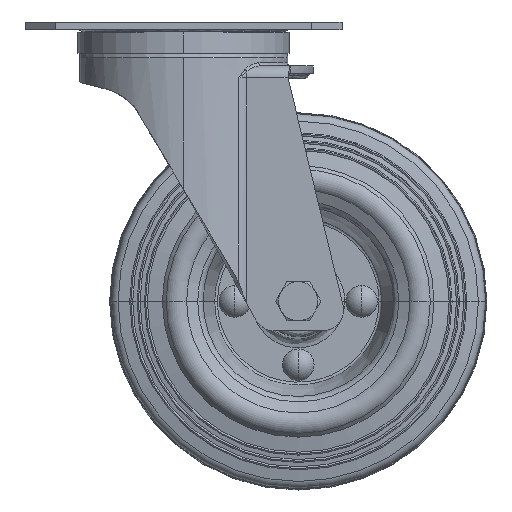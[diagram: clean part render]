
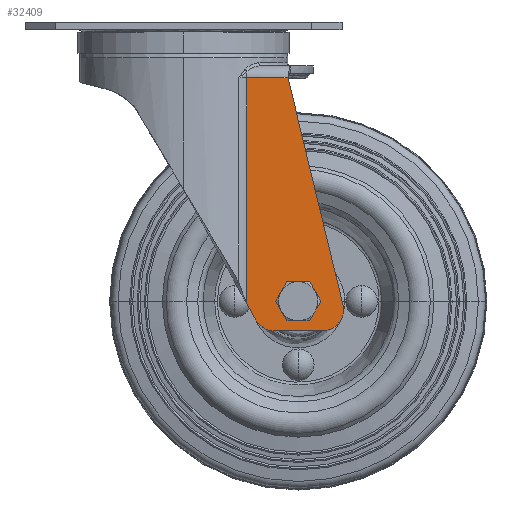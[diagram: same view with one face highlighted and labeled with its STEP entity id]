
A CAD part, top view. The second image highlights one B-rep face of the part: STEP entity #32409.
In plain terms, the highlighted planar face has unit normal (0, 0, 1).
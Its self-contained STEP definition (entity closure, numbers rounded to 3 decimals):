
#363 = DIRECTION ( 'NONE',  ( 0., -1., 0. ) ) ;
#648 = FACE_OUTER_BOUND ( 'NONE', #4179, .T. ) ;
#1537 = EDGE_CURVE ( 'NONE', #27356, #26698, #39110, .T. ) ;
#2499 = CARTESIAN_POINT ( 'NONE',  ( 34.612, -18.5, 28.5 ) ) ;
#2625 = VERTEX_POINT ( 'NONE', #26015 ) ;
#2661 = DIRECTION ( 'NONE',  ( 1., 0., 0. ) ) ;
#2687 = DIRECTION ( 'NONE',  ( 0.483, -0.876, 0. ) ) ;
#3251 = EDGE_CURVE ( 'NONE', #27356, #12243, #7090, .T. ) ;
#4179 = EDGE_LOOP ( 'NONE', ( #37633, #31530, #13164, #27672, #22621, #27566, #12759 ) ) ;
#4894 = CIRCLE ( 'NONE', #22101, 7. ) ;
#5017 = AXIS2_PLACEMENT_3D ( 'NONE', #24980, #6838, #27965 ) ;
#5106 = AXIS2_PLACEMENT_3D ( 'NONE', #38760, #20774, #2661 ) ;
#5158 = DIRECTION ( 'NONE',  ( 0., 0., -1. ) ) ;
#6065 = VECTOR ( 'NONE', #16112, 1000. ) ;
#6308 = VERTEX_POINT ( 'NONE', #9652 ) ;
#6838 = DIRECTION ( 'NONE',  ( 0., 0., -1. ) ) ;
#6874 = CARTESIAN_POINT ( 'NONE',  ( 33.9, -92.5, 28.5 ) ) ;
#7048 = LINE ( 'NONE', #19172, #6065 ) ;
#7090 = LINE ( 'NONE', #16578, #30231 ) ;
#7222 = CARTESIAN_POINT ( 'NONE',  ( 20.928, -11.474, 28.5 ) ) ;
#8302 = EDGE_CURVE ( 'NONE', #2625, #15828, #14826, .T. ) ;
#9652 = CARTESIAN_POINT ( 'NONE',  ( 46., -102.3, 28.5 ) ) ;
#10805 = DIRECTION ( 'NONE',  ( 0., 0., 1. ) ) ;
#12243 = VERTEX_POINT ( 'NONE', #2499 ) ;
#12759 = ORIENTED_EDGE ( 'NONE', *, *, #24757, .T. ) ;
#13164 = ORIENTED_EDGE ( 'NONE', *, *, #1537, .T. ) ;
#14826 = CIRCLE ( 'NONE', #36414, 4.1 ) ;
#15455 = CARTESIAN_POINT ( 'NONE',  ( 52.804, -93.653, 28.5 ) ) ;
#15568 = VECTOR ( 'NONE', #33480, 1000. ) ;
#15828 = VERTEX_POINT ( 'NONE', #6874 ) ;
#16068 = VECTOR ( 'NONE', #19141, 1000. ) ;
#16112 = DIRECTION ( 'NONE',  ( 1., 0., 0. ) ) ;
#16578 = CARTESIAN_POINT ( 'NONE',  ( 20.775, -18.5, 28.5 ) ) ;
#17604 = CIRCLE ( 'NONE', #30428, 7. ) ;
#17902 = CARTESIAN_POINT ( 'NONE',  ( 20.928, -93.346, 28.5 ) ) ;
#18465 = DIRECTION ( 'NONE',  ( 0., 0., 1. ) ) ;
#18935 = CARTESIAN_POINT ( 'NONE',  ( 20.928, -93.346, 28.5 ) ) ;
#19141 = DIRECTION ( 'NONE',  ( 0., -1., 0. ) ) ;
#19172 = CARTESIAN_POINT ( 'NONE',  ( 18.655, -102.3, 28.5 ) ) ;
#19607 = DIRECTION ( 'NONE',  ( 1., 0., 0. ) ) ;
#19832 = EDGE_CURVE ( 'NONE', #26698, #26585, #35922, .T. ) ;
#19959 = VECTOR ( 'NONE', #2687, 1000. ) ;
#20760 = ORIENTED_EDGE ( 'NONE', *, *, #21568, .T. ) ;
#20767 = VERTEX_POINT ( 'NONE', #28349 ) ;
#20774 = DIRECTION ( 'NONE',  ( 0., 0., 1. ) ) ;
#21478 = CIRCLE ( 'NONE', #5017, 4.1 ) ;
#21568 = EDGE_CURVE ( 'NONE', #15828, #2625, #21478, .T. ) ;
#22101 = AXIS2_PLACEMENT_3D ( 'NONE', #36448, #18465, #363 ) ;
#22621 = ORIENTED_EDGE ( 'NONE', *, *, #27310, .T. ) ;
#23021 = EDGE_CURVE ( 'NONE', #20767, #12243, #24559, .T. ) ;
#23288 = CARTESIAN_POINT ( 'NONE',  ( 38., -92.5, 28.5 ) ) ;
#23810 = FACE_BOUND ( 'NONE', #32785, .T. ) ;
#24559 = LINE ( 'NONE', #15455, #15568 ) ;
#24757 = EDGE_CURVE ( 'NONE', #6308, #20767, #17604, .T. ) ;
#24980 = CARTESIAN_POINT ( 'NONE',  ( 38., -92.5, 28.5 ) ) ;
#25579 = EDGE_CURVE ( 'NONE', #29586, #6308, #7048, .T. ) ;
#26015 = CARTESIAN_POINT ( 'NONE',  ( 42.1, -92.5, 28.5 ) ) ;
#26287 = DIRECTION ( 'NONE',  ( -1., 0., 0. ) ) ;
#26585 = VERTEX_POINT ( 'NONE', #32744 ) ;
#26698 = VERTEX_POINT ( 'NONE', #18935 ) ;
#27310 = EDGE_CURVE ( 'NONE', #26585, #29586, #4894, .T. ) ;
#27356 = VERTEX_POINT ( 'NONE', #27533 ) ;
#27533 = CARTESIAN_POINT ( 'NONE',  ( 20.928, -18.5, 28.5 ) ) ;
#27566 = ORIENTED_EDGE ( 'NONE', *, *, #25579, .T. ) ;
#27672 = ORIENTED_EDGE ( 'NONE', *, *, #19832, .T. ) ;
#27965 = DIRECTION ( 'NONE',  ( -1., 0., 0. ) ) ;
#28349 = CARTESIAN_POINT ( 'NONE',  ( 52.804, -93.653, 28.5 ) ) ;
#28874 = CARTESIAN_POINT ( 'NONE',  ( 46., -95.3, 28.5 ) ) ;
#29399 = ORIENTED_EDGE ( 'NONE', *, *, #8302, .T. ) ;
#29586 = VERTEX_POINT ( 'NONE', #30934 ) ;
#30231 = VECTOR ( 'NONE', #19607, 1000. ) ;
#30428 = AXIS2_PLACEMENT_3D ( 'NONE', #28874, #10805, #31898 ) ;
#30934 = CARTESIAN_POINT ( 'NONE',  ( 30., -102.3, 28.5 ) ) ;
#31530 = ORIENTED_EDGE ( 'NONE', *, *, #3251, .F. ) ;
#31898 = DIRECTION ( 'NONE',  ( 0., -1., 0. ) ) ;
#32409 = ADVANCED_FACE ( 'NONE', ( #23810, #648 ), #35611, .T. ) ;
#32744 = CARTESIAN_POINT ( 'NONE',  ( 23.87, -98.68, 28.5 ) ) ;
#32785 = EDGE_LOOP ( 'NONE', ( #20760, #29399 ) ) ;
#33480 = DIRECTION ( 'NONE',  ( -0.235, 0.972, 0. ) ) ;
#35611 = PLANE ( 'NONE',  #5106 ) ;
#35922 = LINE ( 'NONE', #17902, #19959 ) ;
#36414 = AXIS2_PLACEMENT_3D ( 'NONE', #23288, #5158, #26287 ) ;
#36448 = CARTESIAN_POINT ( 'NONE',  ( 30., -95.3, 28.5 ) ) ;
#37633 = ORIENTED_EDGE ( 'NONE', *, *, #23021, .T. ) ;
#38760 = CARTESIAN_POINT ( 'NONE',  ( 18.655, -17., 28.5 ) ) ;
#39110 = LINE ( 'NONE', #7222, #16068 ) ;
